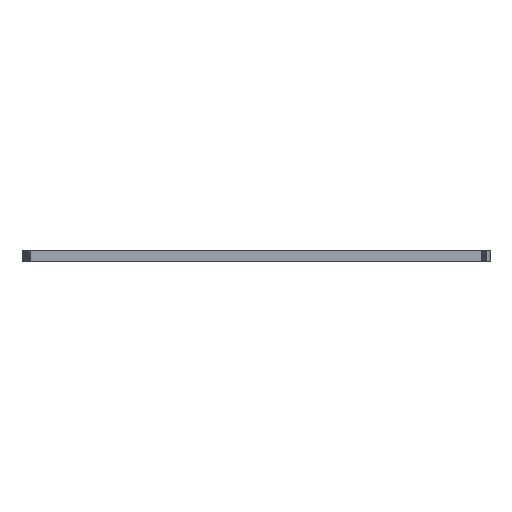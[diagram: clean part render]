
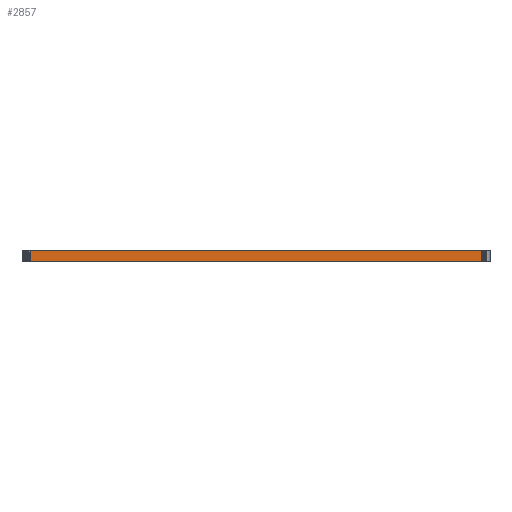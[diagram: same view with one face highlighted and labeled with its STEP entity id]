
A CAD part, left-side view. The second image highlights one B-rep face of the part: STEP entity #2857.
In plain terms, the highlighted planar face has unit normal (-1, 0, 0).
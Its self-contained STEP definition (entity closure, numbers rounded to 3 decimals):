
#29=PLANE('',#3000);
#149=FACE_OUTER_BOUND('',#267,.T.);
#267=EDGE_LOOP('',(#2601,#2602,#2603,#2604));
#739=LINE('',#35968,#843);
#745=LINE('',#38781,#849);
#746=LINE('',#38784,#850);
#747=LINE('',#38785,#851);
#843=VECTOR('',#3335,10.);
#849=VECTOR('',#3353,10.);
#850=VECTOR('',#3356,10.);
#851=VECTOR('',#3357,10.);
#1204=VERTEX_POINT('',#35965);
#1205=VERTEX_POINT('',#35967);
#1216=VERTEX_POINT('',#38779);
#1217=VERTEX_POINT('',#38783);
#1660=EDGE_CURVE('',#1204,#1205,#739,.T.);
#1687=EDGE_CURVE('',#1205,#1216,#745,.T.);
#1688=EDGE_CURVE('',#1217,#1204,#746,.T.);
#1689=EDGE_CURVE('',#1216,#1217,#747,.T.);
#2601=ORIENTED_EDGE('',*,*,#1687,.F.);
#2602=ORIENTED_EDGE('',*,*,#1660,.F.);
#2603=ORIENTED_EDGE('',*,*,#1688,.F.);
#2604=ORIENTED_EDGE('',*,*,#1689,.F.);
#2857=ADVANCED_FACE('',(#149),#29,.T.);
#3000=AXIS2_PLACEMENT_3D('',#38782,#3354,#3355);
#3335=DIRECTION('',(0.,1.,0.));
#3353=DIRECTION('',(0.,0.,1.));
#3354=DIRECTION('center_axis',(-1.,0.,0.));
#3355=DIRECTION('ref_axis',(0.,-1.,0.));
#3356=DIRECTION('',(0.,0.,-1.));
#3357=DIRECTION('',(0.,-1.,0.));
#35965=CARTESIAN_POINT('',(-181.5,-101.,0.));
#35967=CARTESIAN_POINT('',(-181.5,101.,0.));
#35968=CARTESIAN_POINT('',(-181.5,-105.,0.));
#38779=CARTESIAN_POINT('',(-181.5,101.,5.));
#38781=CARTESIAN_POINT('',(-181.5,101.,0.));
#38782=CARTESIAN_POINT('Origin',(-181.5,105.,0.));
#38783=CARTESIAN_POINT('',(-181.5,-101.,5.));
#38784=CARTESIAN_POINT('',(-181.5,-101.,0.));
#38785=CARTESIAN_POINT('',(-181.5,-105.,5.));
